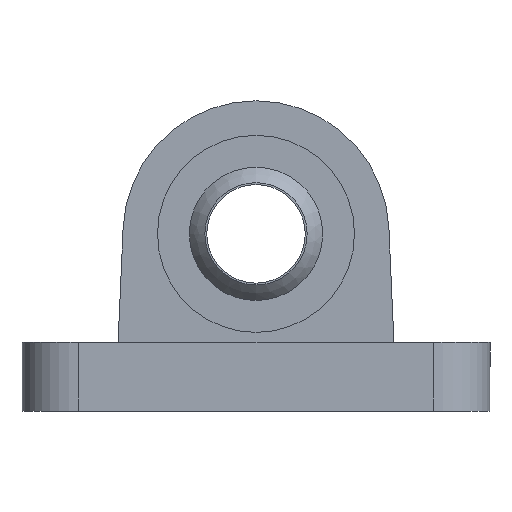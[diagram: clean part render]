
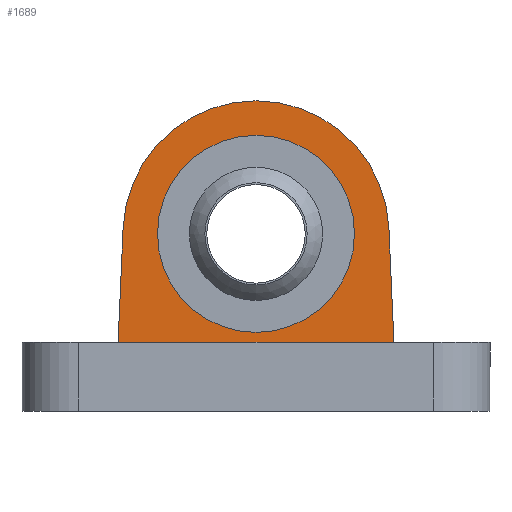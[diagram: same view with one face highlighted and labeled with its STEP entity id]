
A CAD part, left-side view. The second image highlights one B-rep face of the part: STEP entity #1689.
In plain terms, the highlighted planar face has unit normal (-1, 0, 0).
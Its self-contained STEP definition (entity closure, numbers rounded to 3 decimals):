
#93 = CARTESIAN_POINT ( 'NONE',  ( -9., 20., 36. ) ) ;
#216 = DIRECTION ( 'NONE',  ( 0., 0.044, 0.999 ) ) ;
#217 = VECTOR ( 'NONE', #216, 1000. ) ;
#218 = CARTESIAN_POINT ( 'NONE',  ( -9., -25.682, 66.376 ) ) ;
#219 = LINE ( 'NONE', #218, #217 ) ;
#220 = CARTESIAN_POINT ( 'NONE',  ( -9., -28., 14. ) ) ;
#239 = DIRECTION ( 'NONE',  ( 0., 1., 0. ) ) ;
#240 = DIRECTION ( 'NONE',  ( 1., 0., 0. ) ) ;
#241 = CARTESIAN_POINT ( 'NONE',  ( -9., 0., 36. ) ) ;
#242 = AXIS2_PLACEMENT_3D ( 'NONE', #241, #240, #239 ) ;
#243 = CIRCLE ( 'NONE', #242, 20. ) ;
#305 = DIRECTION ( 'NONE',  ( 0., -1., 0. ) ) ;
#306 = VECTOR ( 'NONE', #305, 1000. ) ;
#307 = CARTESIAN_POINT ( 'NONE',  ( -9., 28., 14. ) ) ;
#308 = LINE ( 'NONE', #307, #306 ) ;
#357 = CARTESIAN_POINT ( 'NONE',  ( -9., 28., 14. ) ) ;
#363 = DIRECTION ( 'NONE',  ( 0., 0.044, -0.999 ) ) ;
#364 = VECTOR ( 'NONE', #363, 1000. ) ;
#365 = CARTESIAN_POINT ( 'NONE',  ( -9., 25.792, 63.902 ) ) ;
#366 = LINE ( 'NONE', #365, #364 ) ;
#400 = DIRECTION ( 'NONE',  ( 0., 1., 0. ) ) ;
#401 = DIRECTION ( 'NONE',  ( 1., 0., 0. ) ) ;
#402 = CARTESIAN_POINT ( 'NONE',  ( -9., 28., 64. ) ) ;
#403 = AXIS2_PLACEMENT_3D ( 'NONE', #402, #401, #400 ) ;
#404 = PLANE ( 'NONE',  #403 ) ;
#405 = FACE_BOUND ( 'NONE', #1583, .T. ) ;
#406 = FACE_OUTER_BOUND ( 'NONE', #1563, .T. ) ;
#422 = CARTESIAN_POINT ( 'NONE',  ( -9., 26.974, 37.194 ) ) ;
#460 = DIRECTION ( 'NONE',  ( 0., 1., 0. ) ) ;
#461 = DIRECTION ( 'NONE',  ( -1., 0., 0. ) ) ;
#462 = CARTESIAN_POINT ( 'NONE',  ( -9., 0., 36. ) ) ;
#463 = AXIS2_PLACEMENT_3D ( 'NONE', #462, #461, #460 ) ;
#464 = CIRCLE ( 'NONE', #463, 27. ) ;
#498 = CARTESIAN_POINT ( 'NONE',  ( -9., -26.974, 37.194 ) ) ;
#1206 = CARTESIAN_POINT ( 'NONE',  ( -9., -20., 36. ) ) ;
#1211 = DIRECTION ( 'NONE',  ( 1., 0., 0. ) ) ;
#1213 = CARTESIAN_POINT ( 'NONE',  ( -9., 0., 36. ) ) ;
#1224 = AXIS2_PLACEMENT_3D ( 'NONE', #1213, #1211, #1228 ) ;
#1225 = CIRCLE ( 'NONE', #1224, 20. ) ;
#1228 = DIRECTION ( 'NONE',  ( 0., 1., 0. ) ) ;
#1496 = VERTEX_POINT ( 'NONE', #1206 ) ;
#1500 = EDGE_CURVE ( 'NONE', #1496, #1518, #1225, .T. ) ;
#1518 = VERTEX_POINT ( 'NONE', #93 ) ;
#1563 = EDGE_LOOP ( 'NONE', ( #1637, #1635, #1679, #1575 ) ) ;
#1574 = VERTEX_POINT ( 'NONE', #220 ) ;
#1575 = ORIENTED_EDGE ( 'NONE', *, *, #1576, .T. ) ;
#1576 = EDGE_CURVE ( 'NONE', #1574, #1707, #219, .T. ) ;
#1583 = EDGE_LOOP ( 'NONE', ( #1586, #1597 ) ) ;
#1586 = ORIENTED_EDGE ( 'NONE', *, *, #1500, .T. ) ;
#1597 = ORIENTED_EDGE ( 'NONE', *, *, #1598, .T. ) ;
#1598 = EDGE_CURVE ( 'NONE', #1518, #1496, #243, .T. ) ;
#1630 = EDGE_CURVE ( 'NONE', #1636, #1574, #308, .T. ) ;
#1632 = EDGE_CURVE ( 'NONE', #1683, #1636, #366, .T. ) ;
#1635 = ORIENTED_EDGE ( 'NONE', *, *, #1632, .T. ) ;
#1636 = VERTEX_POINT ( 'NONE', #357 ) ;
#1637 = ORIENTED_EDGE ( 'NONE', *, *, #1690, .T. ) ;
#1679 = ORIENTED_EDGE ( 'NONE', *, *, #1630, .T. ) ;
#1683 = VERTEX_POINT ( 'NONE', #422 ) ;
#1689 = ADVANCED_FACE ( 'NONE', ( #406, #405 ), #404, .F. ) ;
#1690 = EDGE_CURVE ( 'NONE', #1707, #1683, #464, .T. ) ;
#1707 = VERTEX_POINT ( 'NONE', #498 ) ;
